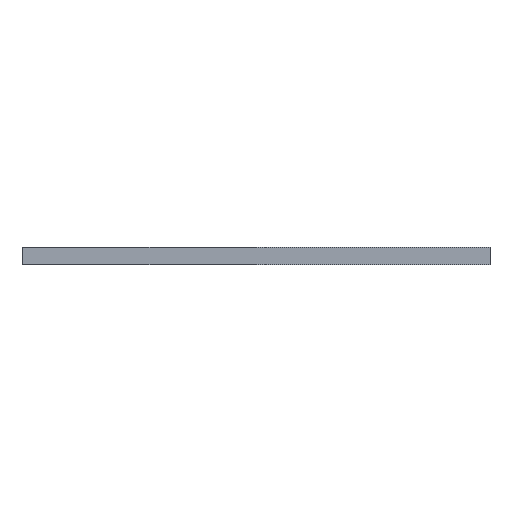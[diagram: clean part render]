
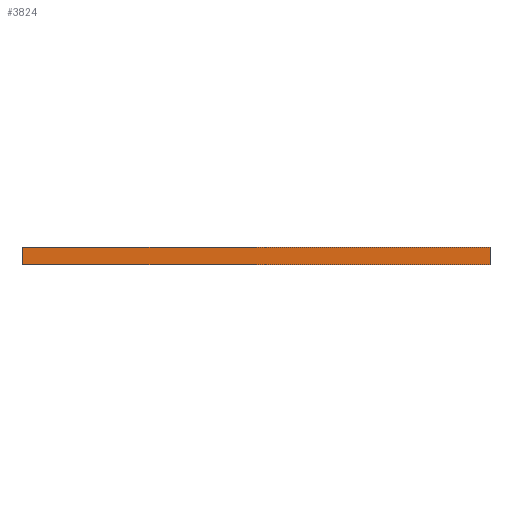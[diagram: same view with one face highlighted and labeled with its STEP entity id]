
A CAD part, left-side view. The second image highlights one B-rep face of the part: STEP entity #3824.
In plain terms, the highlighted planar face has unit normal (-1, 0, 0).
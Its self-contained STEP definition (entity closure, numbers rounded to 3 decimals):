
#86 = LINE ( 'NONE', #1785, #201 ) ;
#147 = ORIENTED_EDGE ( 'NONE', *, *, #4432, .T. ) ;
#201 = VECTOR ( 'NONE', #3384, 1000. ) ;
#450 = CARTESIAN_POINT ( 'NONE',  ( -22.4, -22.875, 0.85 ) ) ;
#498 = EDGE_CURVE ( 'NONE', #1760, #1879, #2400, .T. ) ;
#505 = EDGE_CURVE ( 'NONE', #1879, #3289, #86, .T. ) ;
#506 = PLANE ( 'NONE',  #1055 ) ;
#539 = VECTOR ( 'NONE', #1378, 1000. ) ;
#883 = CARTESIAN_POINT ( 'NONE',  ( -22.4, 22.875, -0.85 ) ) ;
#1045 = VERTEX_POINT ( 'NONE', #1823 ) ;
#1055 = AXIS2_PLACEMENT_3D ( 'NONE', #2045, #3201, #3642 ) ;
#1318 = VECTOR ( 'NONE', #4337, 1000. ) ;
#1378 = DIRECTION ( 'NONE',  ( 0., 0., -1. ) ) ;
#1760 = VERTEX_POINT ( 'NONE', #4830 ) ;
#1785 = CARTESIAN_POINT ( 'NONE',  ( -22.4, -22.875, -0.85 ) ) ;
#1823 = CARTESIAN_POINT ( 'NONE',  ( -22.4, 22.875, 0.85 ) ) ;
#1854 = LINE ( 'NONE', #450, #1318 ) ;
#1879 = VERTEX_POINT ( 'NONE', #1936 ) ;
#1936 = CARTESIAN_POINT ( 'NONE',  ( -22.4, -22.875, -0.85 ) ) ;
#2045 = CARTESIAN_POINT ( 'NONE',  ( -22.4, -22.875, 0.85 ) ) ;
#2400 = LINE ( 'NONE', #4569, #4475 ) ;
#2543 = ORIENTED_EDGE ( 'NONE', *, *, #505, .F. ) ;
#3195 = LINE ( 'NONE', #4471, #539 ) ;
#3201 = DIRECTION ( 'NONE',  ( -1., 0., 0. ) ) ;
#3289 = VERTEX_POINT ( 'NONE', #883 ) ;
#3384 = DIRECTION ( 'NONE',  ( 0., 1., 0. ) ) ;
#3642 = DIRECTION ( 'NONE',  ( 0., 0., 1. ) ) ;
#3765 = EDGE_CURVE ( 'NONE', #1760, #1045, #1854, .T. ) ;
#3824 = ADVANCED_FACE ( 'NONE', ( #4922 ), #506, .T. ) ;
#4142 = ORIENTED_EDGE ( 'NONE', *, *, #498, .F. ) ;
#4189 = DIRECTION ( 'NONE',  ( 0., 0., -1. ) ) ;
#4337 = DIRECTION ( 'NONE',  ( 0., 1., 0. ) ) ;
#4432 = EDGE_CURVE ( 'NONE', #1045, #3289, #3195, .T. ) ;
#4471 = CARTESIAN_POINT ( 'NONE',  ( -22.4, 22.875, 0.85 ) ) ;
#4475 = VECTOR ( 'NONE', #4189, 1000. ) ;
#4569 = CARTESIAN_POINT ( 'NONE',  ( -22.4, -22.875, 0.85 ) ) ;
#4649 = EDGE_LOOP ( 'NONE', ( #2543, #4142, #4839, #147 ) ) ;
#4830 = CARTESIAN_POINT ( 'NONE',  ( -22.4, -22.875, 0.85 ) ) ;
#4839 = ORIENTED_EDGE ( 'NONE', *, *, #3765, .T. ) ;
#4922 = FACE_OUTER_BOUND ( 'NONE', #4649, .T. ) ;
